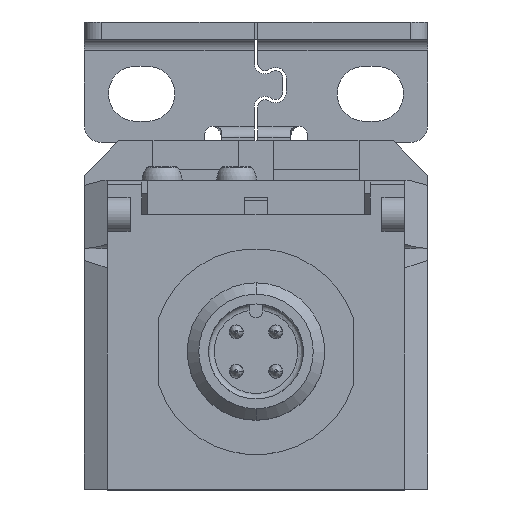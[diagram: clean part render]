
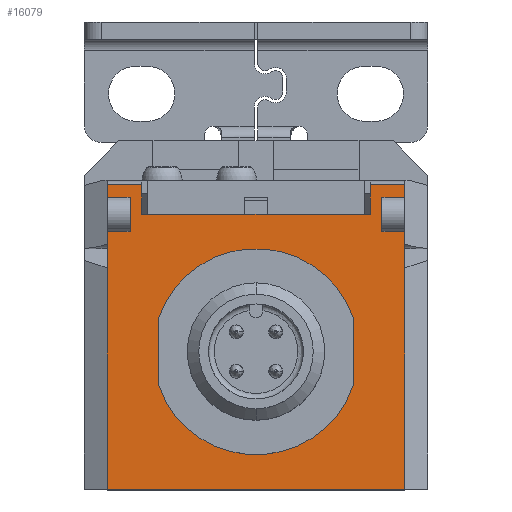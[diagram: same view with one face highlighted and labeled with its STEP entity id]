
A CAD part, top view. The second image highlights one B-rep face of the part: STEP entity #16079.
In plain terms, the highlighted planar face has unit normal (0, 0, 1).
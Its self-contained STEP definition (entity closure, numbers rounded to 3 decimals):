
#214=DIRECTION('',(1.,0.,0.));
#215=VECTOR('',#214,26.);
#216=CARTESIAN_POINT('',(-13.,0.,45.));
#217=LINE('',#216,#215);
#1171=DIRECTION('',(1.,0.,0.));
#1172=VECTOR('',#1171,2.);
#1173=CARTESIAN_POINT('',(-13.,25.5,45.));
#1174=LINE('',#1173,#1172);
#1178=DIRECTION('',(1.,0.,0.));
#1179=VECTOR('',#1178,3.);
#1180=CARTESIAN_POINT('',(-13.,26.598,45.));
#1181=LINE('',#1180,#1179);
#1185=DIRECTION('',(0.,-1.,0.));
#1186=VECTOR('',#1185,2.598);
#1187=CARTESIAN_POINT('',(-10.,26.598,45.));
#1188=LINE('',#1187,#1186);
#1192=DIRECTION('',(1.,0.,0.));
#1193=VECTOR('',#1192,20.);
#1194=CARTESIAN_POINT('',(-10.,24.,45.));
#1195=LINE('',#1194,#1193);
#1199=DIRECTION('',(0.,-1.,0.));
#1200=VECTOR('',#1199,2.598);
#1201=CARTESIAN_POINT('',(10.,26.598,45.));
#1202=LINE('',#1201,#1200);
#1206=DIRECTION('',(1.,0.,0.));
#1207=VECTOR('',#1206,3.);
#1208=CARTESIAN_POINT('',(10.,26.598,45.));
#1209=LINE('',#1208,#1207);
#1213=DIRECTION('',(-1.,0.,0.));
#1214=VECTOR('',#1213,2.);
#1215=CARTESIAN_POINT('',(13.,25.5,45.));
#1216=LINE('',#1215,#1214);
#1220=DIRECTION('',(0.,-1.,0.));
#1221=VECTOR('',#1220,3.);
#1222=CARTESIAN_POINT('',(11.,25.5,45.));
#1223=LINE('',#1222,#1221);
#1227=DIRECTION('',(-1.,0.,0.));
#1228=VECTOR('',#1227,2.);
#1229=CARTESIAN_POINT('',(13.,22.5,45.));
#1230=LINE('',#1229,#1228);
#1234=DIRECTION('',(0.,1.,0.));
#1235=VECTOR('',#1234,19.323);
#1236=CARTESIAN_POINT('',(13.,0.,45.));
#1237=LINE('',#1236,#1235);
#1241=DIRECTION('',(0.,1.,0.));
#1242=VECTOR('',#1241,19.323);
#1243=CARTESIAN_POINT('',(-13.,0.,45.));
#1244=LINE('',#1243,#1242);
#1248=DIRECTION('',(1.,0.,0.));
#1249=VECTOR('',#1248,2.);
#1250=CARTESIAN_POINT('',(-13.,22.5,45.));
#1251=LINE('',#1250,#1249);
#1255=DIRECTION('',(0.,-1.,0.));
#1256=VECTOR('',#1255,3.);
#1257=CARTESIAN_POINT('',(-11.,25.5,45.));
#1258=LINE('',#1257,#1256);
#1262=CARTESIAN_POINT('',(0.,12.,45.));
#1263=DIRECTION('',(0.,0.,1.));
#1264=DIRECTION('',(1.,0.,0.));
#1265=AXIS2_PLACEMENT_3D('',#1262,#1263,#1264);
#1270=CARTESIAN_POINT('',(0.,12.,45.));
#1271=DIRECTION('',(0.,0.,1.));
#1272=DIRECTION('',(-1.,0.,0.));
#1273=AXIS2_PLACEMENT_3D('',#1270,#1271,#1272);
#1300=DIRECTION('',(0.,-1.,0.));
#1301=VECTOR('',#1300,3.177);
#1302=CARTESIAN_POINT('',(-13.,22.5,45.));
#1303=LINE('',#1302,#1301);
#1329=DIRECTION('',(0.,-1.,0.));
#1330=VECTOR('',#1329,1.098);
#1331=CARTESIAN_POINT('',(-13.,26.598,45.));
#1332=LINE('',#1331,#1330);
#1759=DIRECTION('',(0.,1.,0.));
#1760=VECTOR('',#1759,1.098);
#1761=CARTESIAN_POINT('',(13.,25.5,45.));
#1762=LINE('',#1761,#1760);
#1788=DIRECTION('',(0.,1.,0.));
#1789=VECTOR('',#1788,3.177);
#1790=CARTESIAN_POINT('',(13.,19.323,45.));
#1791=LINE('',#1790,#1789);
#13224=CARTESIAN_POINT('',(13.,0.,45.));
#13226=VERTEX_POINT('',#13224);
#13227=CARTESIAN_POINT('',(-13.,0.,45.));
#13229=VERTEX_POINT('',#13227);
#13240=CARTESIAN_POINT('',(-13.,26.598,45.));
#13242=VERTEX_POINT('',#13240);
#13244=CARTESIAN_POINT('',(13.,26.598,45.));
#13246=VERTEX_POINT('',#13244);
#13255=CARTESIAN_POINT('',(13.,19.323,45.));
#13256=VERTEX_POINT('',#13255);
#13265=CARTESIAN_POINT('',(-13.,19.323,45.));
#13266=VERTEX_POINT('',#13265);
#13267=CARTESIAN_POINT('',(-10.,26.598,45.));
#13268=CARTESIAN_POINT('',(-10.,24.,45.));
#13269=VERTEX_POINT('',#13267);
#13270=VERTEX_POINT('',#13268);
#13271=CARTESIAN_POINT('',(10.,24.,45.));
#13272=VERTEX_POINT('',#13271);
#13273=CARTESIAN_POINT('',(10.,26.598,45.));
#13274=VERTEX_POINT('',#13273);
#13283=CARTESIAN_POINT('',(13.,25.5,45.));
#13284=CARTESIAN_POINT('',(11.,25.5,45.));
#13285=VERTEX_POINT('',#13283);
#13286=VERTEX_POINT('',#13284);
#13287=CARTESIAN_POINT('',(11.,22.5,45.));
#13288=VERTEX_POINT('',#13287);
#13289=CARTESIAN_POINT('',(13.,22.5,45.));
#13290=VERTEX_POINT('',#13289);
#13303=CARTESIAN_POINT('',(-13.,25.5,45.));
#13304=CARTESIAN_POINT('',(-11.,25.5,45.));
#13305=VERTEX_POINT('',#13303);
#13306=VERTEX_POINT('',#13304);
#13307=CARTESIAN_POINT('',(-11.,22.5,45.));
#13308=VERTEX_POINT('',#13307);
#13309=CARTESIAN_POINT('',(-13.,22.5,45.));
#13310=VERTEX_POINT('',#13309);
#14127=CARTESIAN_POINT('',(7.19,12.,45.));
#14128=CARTESIAN_POINT('',(-7.19,12.,45.));
#14129=VERTEX_POINT('',#14127);
#14130=VERTEX_POINT('',#14128);
#16033=CARTESIAN_POINT('',(-15.,0.,45.));
#16034=DIRECTION('',(0.,0.,1.));
#16035=DIRECTION('',(1.,0.,0.));
#16036=AXIS2_PLACEMENT_3D('',#16033,#16034,#16035);
#16037=PLANE('',#16036);
#16039=ORIENTED_EDGE('',*,*,#16038,.F.);
#16041=ORIENTED_EDGE('',*,*,#16040,.F.);
#16043=ORIENTED_EDGE('',*,*,#16042,.T.);
#16044=ORIENTED_EDGE('',*,*,#16017,.T.);
#16045=ORIENTED_EDGE('',*,*,#15890,.T.);
#16047=ORIENTED_EDGE('',*,*,#16046,.F.);
#16049=ORIENTED_EDGE('',*,*,#16048,.T.);
#16051=ORIENTED_EDGE('',*,*,#16050,.F.);
#16053=ORIENTED_EDGE('',*,*,#16052,.T.);
#16055=ORIENTED_EDGE('',*,*,#16054,.T.);
#16057=ORIENTED_EDGE('',*,*,#16056,.F.);
#16059=ORIENTED_EDGE('',*,*,#16058,.F.);
#16061=ORIENTED_EDGE('',*,*,#16060,.F.);
#16062=ORIENTED_EDGE('',*,*,#15500,.F.);
#16064=ORIENTED_EDGE('',*,*,#16063,.T.);
#16066=ORIENTED_EDGE('',*,*,#16065,.F.);
#16068=ORIENTED_EDGE('',*,*,#16067,.T.);
#16070=ORIENTED_EDGE('',*,*,#16069,.F.);
#16071=EDGE_LOOP('',(#16039,#16041,#16043,#16044,#16045,#16047,#16049,#16051,
#16053,#16055,#16057,#16059,#16061,#16062,#16064,#16066,#16068,#16070));
#16072=FACE_OUTER_BOUND('',#16071,.F.);
#16074=ORIENTED_EDGE('',*,*,#16073,.T.);
#16076=ORIENTED_EDGE('',*,*,#16075,.T.);
#16077=EDGE_LOOP('',(#16074,#16076));
#16078=FACE_BOUND('',#16077,.F.);
#16079=ADVANCED_FACE('',(#16072,#16078),#16037,.T.);
#1266=CIRCLE('',#1265,7.19);
#1274=CIRCLE('',#1273,7.19);
#15500=EDGE_CURVE('',#13229,#13226,#217,.T.);
#15890=EDGE_CURVE('',#13270,#13272,#1195,.T.);
#16017=EDGE_CURVE('',#13269,#13270,#1188,.T.);
#16038=EDGE_CURVE('',#13305,#13306,#1174,.T.);
#16040=EDGE_CURVE('',#13242,#13305,#1332,.T.);
#16042=EDGE_CURVE('',#13242,#13269,#1181,.T.);
#16046=EDGE_CURVE('',#13274,#13272,#1202,.T.);
#16048=EDGE_CURVE('',#13274,#13246,#1209,.T.);
#16050=EDGE_CURVE('',#13285,#13246,#1762,.T.);
#16052=EDGE_CURVE('',#13285,#13286,#1216,.T.);
#16054=EDGE_CURVE('',#13286,#13288,#1223,.T.);
#16056=EDGE_CURVE('',#13290,#13288,#1230,.T.);
#16058=EDGE_CURVE('',#13256,#13290,#1791,.T.);
#16060=EDGE_CURVE('',#13226,#13256,#1237,.T.);
#16063=EDGE_CURVE('',#13229,#13266,#1244,.T.);
#16065=EDGE_CURVE('',#13310,#13266,#1303,.T.);
#16067=EDGE_CURVE('',#13310,#13308,#1251,.T.);
#16069=EDGE_CURVE('',#13306,#13308,#1258,.T.);
#16073=EDGE_CURVE('',#14129,#14130,#1266,.T.);
#16075=EDGE_CURVE('',#14130,#14129,#1274,.T.);
